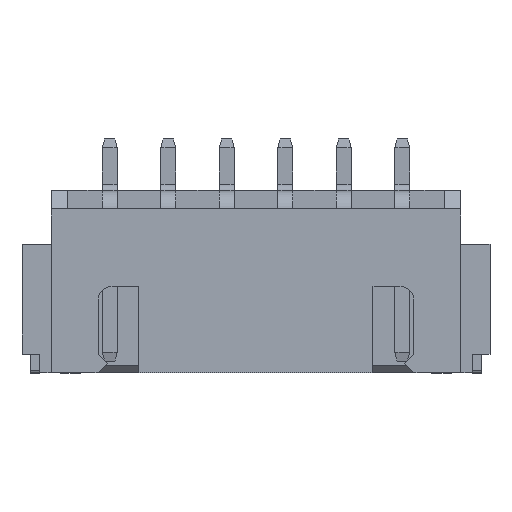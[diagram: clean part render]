
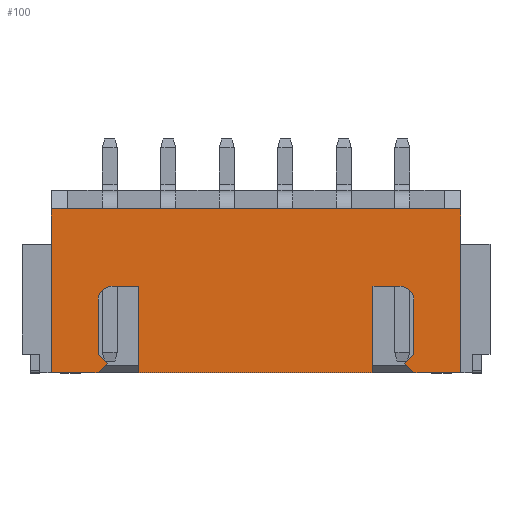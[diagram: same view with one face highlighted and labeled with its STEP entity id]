
A CAD part, top view. The second image highlights one B-rep face of the part: STEP entity #100.
In plain terms, the highlighted planar face has unit normal (0, 0, 1).
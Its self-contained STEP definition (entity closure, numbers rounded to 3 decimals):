
#100=ADVANCED_FACE('',(#2776),#2778,.T.);
#2776=FACE_BOUND('',#2777,.T.);
#2777=EDGE_LOOP('',(#4895,#4896,#4897,#4898,#4899,#4900,#4901,#4902,#4903,#4904,
#4905,#4906,#4907,#4908,#4909,#4910,#4911,#4912));
#2778=PLANE('',#2779);
#2779=AXIS2_PLACEMENT_3D('',#2780,#2781,#2782);
#2780=CARTESIAN_POINT('',(-1.25,-7.,6.));
#2781=DIRECTION('',(0.,0.,1.));
#2782=DIRECTION('',(1.,0.,0.));
#4895=ORIENTED_EDGE('',*,*,#6499,.T.);
#4896=ORIENTED_EDGE('',*,*,#6500,.T.);
#4897=ORIENTED_EDGE('',*,*,#6501,.T.);
#4898=ORIENTED_EDGE('',*,*,#6502,.T.);
#4899=ORIENTED_EDGE('',*,*,#6495,.T.);
#4900=ORIENTED_EDGE('',*,*,#6503,.T.);
#4901=ORIENTED_EDGE('',*,*,#6504,.F.);
#4902=ORIENTED_EDGE('',*,*,#6505,.F.);
#4903=ORIENTED_EDGE('',*,*,#6506,.T.);
#4904=ORIENTED_EDGE('',*,*,#6507,.T.);
#4905=ORIENTED_EDGE('',*,*,#6508,.T.);
#4906=ORIENTED_EDGE('',*,*,#6509,.T.);
#4907=ORIENTED_EDGE('',*,*,#6510,.T.);
#4908=ORIENTED_EDGE('',*,*,#6511,.T.);
#4909=ORIENTED_EDGE('',*,*,#6512,.T.);
#4910=ORIENTED_EDGE('',*,*,#6497,.T.);
#4911=ORIENTED_EDGE('',*,*,#6513,.T.);
#4912=ORIENTED_EDGE('',*,*,#6514,.T.);
#6495=EDGE_CURVE('',#7318,#7320,#7322,.T.);
#6497=EDGE_CURVE('',#7325,#7323,#7326,.T.);
#6499=EDGE_CURVE('',#7328,#7329,#7330,.T.);
#6500=EDGE_CURVE('',#7329,#7331,#7332,.T.);
#6501=EDGE_CURVE('',#7331,#7333,#7334,.T.);
#6502=EDGE_CURVE('',#7333,#7318,#7335,.T.);
#6503=EDGE_CURVE('',#7320,#7336,#7337,.T.);
#6504=EDGE_CURVE('',#7338,#7336,#7339,.T.);
#6505=EDGE_CURVE('',#7340,#7338,#7341,.T.);
#6506=EDGE_CURVE('',#7340,#7342,#7343,.T.);
#6507=EDGE_CURVE('',#7342,#7344,#7345,.F.);
#6508=EDGE_CURVE('',#7344,#7346,#7347,.F.);
#6509=EDGE_CURVE('',#7346,#7348,#7349,.F.);
#6510=EDGE_CURVE('',#7348,#7350,#7351,.F.);
#6511=EDGE_CURVE('',#7350,#7352,#7353,.F.);
#6512=EDGE_CURVE('',#7352,#7325,#7354,.F.);
#6513=EDGE_CURVE('',#7323,#7355,#7356,.T.);
#6514=EDGE_CURVE('',#7355,#7328,#7357,.T.);
#7318=VERTEX_POINT('',#8666);
#7320=VERTEX_POINT('',#8670);
#7322=LINE('',#8674,#8675);
#7323=VERTEX_POINT('',#8677);
#7325=VERTEX_POINT('',#8681);
#7326=LINE('',#8682,#8683);
#7328=VERTEX_POINT('',#8688);
#7329=VERTEX_POINT('',#8689);
#7330=CIRCLE('',#8690,0.6);
#7331=VERTEX_POINT('',#8694);
#7332=LINE('',#8695,#8696);
#7333=VERTEX_POINT('',#8698);
#7334=LINE('',#8699,#8700);
#7335=LINE('',#8702,#8703);
#7336=VERTEX_POINT('',#8705);
#7337=LINE('',#8706,#8707);
#7338=VERTEX_POINT('',#8709);
#7339=LINE('',#8710,#8711);
#7340=VERTEX_POINT('',#8713);
#7341=LINE('',#8714,#8715);
#7342=VERTEX_POINT('',#8717);
#7343=LINE('',#8718,#8719);
#7344=VERTEX_POINT('',#8721);
#7345=LINE('',#8722,#8723);
#7346=VERTEX_POINT('',#8725);
#7347=LINE('',#8726,#8727);
#7348=VERTEX_POINT('',#8729);
#7349=LINE('',#8730,#8731);
#7350=VERTEX_POINT('',#8733);
#7351=CIRCLE('',#8734,0.6);
#7352=VERTEX_POINT('',#8738);
#7353=LINE('',#8739,#8740);
#7354=LINE('',#8742,#8743);
#7355=VERTEX_POINT('',#8745);
#7356=LINE('',#8746,#8747);
#7357=LINE('',#8749,#8750);
#8666=CARTESIAN_POINT('',(13.,-7.,6.));
#8670=CARTESIAN_POINT('',(15.,-7.,6.));
#8674=CARTESIAN_POINT('',(13.,-7.,6.));
#8675=VECTOR('',#8676,1.);
#8676=DIRECTION('',(1.,0.,0.));
#8677=CARTESIAN_POINT('',(11.25,-7.,6.));
#8681=CARTESIAN_POINT('',(1.25,-7.,6.));
#8682=CARTESIAN_POINT('',(1.25,-7.,6.));
#8683=VECTOR('',#8684,1.);
#8684=DIRECTION('',(1.,0.,0.));
#8688=CARTESIAN_POINT('',(12.4,-3.3,6.));
#8689=CARTESIAN_POINT('',(13.,-3.9,6.));
#8690=AXIS2_PLACEMENT_3D('',#8691,#8692,#8693);
#8691=CARTESIAN_POINT('',(12.4,-3.9,6.));
#8692=DIRECTION('',(0.,0.,-1.));
#8693=DIRECTION('',(0.,1.,0.));
#8694=CARTESIAN_POINT('',(13.,-6.2,6.));
#8695=CARTESIAN_POINT('',(13.,-3.9,6.));
#8696=VECTOR('',#8697,1.);
#8697=DIRECTION('',(0.,-1.,0.));
#8698=CARTESIAN_POINT('',(12.6,-6.6,6.));
#8699=CARTESIAN_POINT('',(13.,-6.2,6.));
#8700=VECTOR('',#8701,1.);
#8701=DIRECTION('',(-0.707,-0.707,0.));
#8702=CARTESIAN_POINT('',(12.6,-6.6,6.));
#8703=VECTOR('',#8704,1.);
#8704=DIRECTION('',(0.707,-0.707,0.));
#8705=CARTESIAN_POINT('',(15.,0.,6.));
#8706=CARTESIAN_POINT('',(15.,-7.,6.));
#8707=VECTOR('',#8708,1.);
#8708=DIRECTION('',(0.,1.,0.));
#8709=CARTESIAN_POINT('',(-2.5,0.,6.));
#8710=CARTESIAN_POINT('',(-2.5,0.,6.));
#8711=VECTOR('',#8712,1.);
#8712=DIRECTION('',(1.,0.,0.));
#8713=CARTESIAN_POINT('',(-2.5,-7.,6.));
#8714=CARTESIAN_POINT('',(-2.5,-7.,6.));
#8715=VECTOR('',#8716,1.);
#8716=DIRECTION('',(0.,1.,0.));
#8717=CARTESIAN_POINT('',(-0.5,-7.,6.));
#8718=CARTESIAN_POINT('',(-2.5,-7.,6.));
#8719=VECTOR('',#8720,1.);
#8720=DIRECTION('',(1.,0.,0.));
#8721=CARTESIAN_POINT('',(-0.1,-6.6,6.));
#8722=CARTESIAN_POINT('',(-0.1,-6.6,6.));
#8723=VECTOR('',#8724,1.);
#8724=DIRECTION('',(-0.707,-0.707,0.));
#8725=CARTESIAN_POINT('',(-0.5,-6.2,6.));
#8726=CARTESIAN_POINT('',(-0.5,-6.2,6.));
#8727=VECTOR('',#8728,1.);
#8728=DIRECTION('',(0.707,-0.707,0.));
#8729=CARTESIAN_POINT('',(-0.5,-3.9,6.));
#8730=CARTESIAN_POINT('',(-0.5,-3.9,6.));
#8731=VECTOR('',#8732,1.);
#8732=DIRECTION('',(0.,-1.,0.));
#8733=CARTESIAN_POINT('',(0.1,-3.3,6.));
#8734=AXIS2_PLACEMENT_3D('',#8735,#8736,#8737);
#8735=CARTESIAN_POINT('',(0.1,-3.9,6.));
#8736=DIRECTION('',(0.,-0.,1.));
#8737=DIRECTION('',(0.,1.,0.));
#8738=CARTESIAN_POINT('',(1.25,-3.3,6.));
#8739=CARTESIAN_POINT('',(1.25,-3.3,6.));
#8740=VECTOR('',#8741,1.);
#8741=DIRECTION('',(-1.,0.,0.));
#8742=CARTESIAN_POINT('',(1.25,-7.,6.));
#8743=VECTOR('',#8744,1.);
#8744=DIRECTION('',(0.,1.,0.));
#8745=CARTESIAN_POINT('',(11.25,-3.3,6.));
#8746=CARTESIAN_POINT('',(11.25,-7.,6.));
#8747=VECTOR('',#8748,1.);
#8748=DIRECTION('',(0.,1.,0.));
#8749=CARTESIAN_POINT('',(11.25,-3.3,6.));
#8750=VECTOR('',#8751,1.);
#8751=DIRECTION('',(1.,0.,0.));
